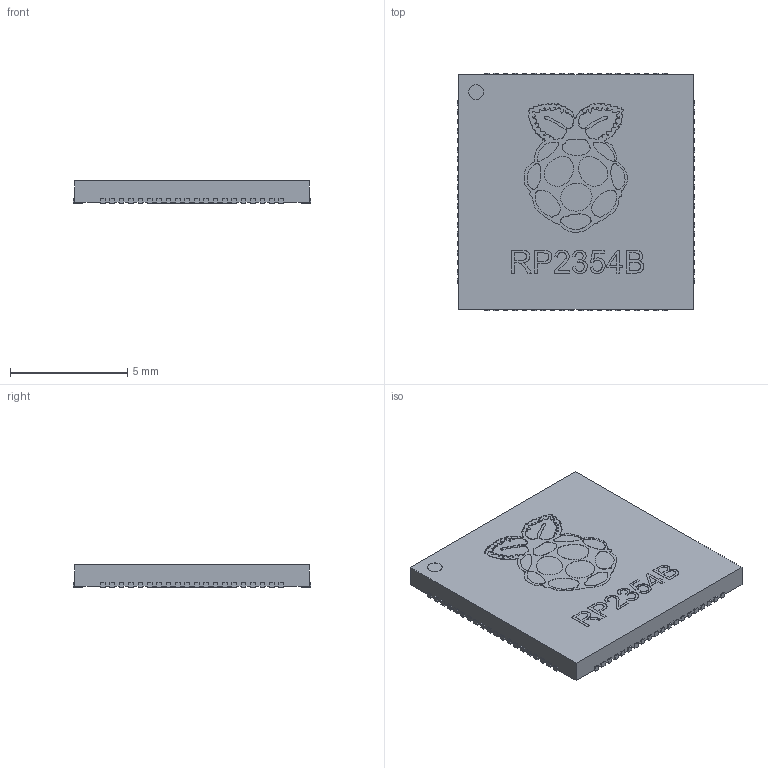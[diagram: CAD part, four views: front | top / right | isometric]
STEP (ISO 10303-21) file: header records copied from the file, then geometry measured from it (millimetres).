
FILE_DESCRIPTION(/* description */ ('Unknown'),/* implementation_level */ '2;1');
FILE_NAME(/* name */ 'RP2354B',/* time_stamp */ '2024-09-04T23:14:12-04:00',/* author */ ('Unknown'),/* organization */ ('Unknown'),/* preprocessor_version */ 'ST-DEVELOPER v16.7',/* originating_system */ 'Solid Edge',/* authorisation */ 'Unknown');
FILE_SCHEMA (('AUTOMOTIVE_DESIGN {1 0 10303 214 3 1 1}'));
Length unit declared in the file: millimetre
Products named in the file (1): RP2354B
Bounding box: 10.1 x 10.1 x 0.96 mm (x, y, z)
Volume: 92.9 mm3; surface area: 253.4 mm2
Topology: 1 solids, 21 shells, 756 faces, 2058 edges, 1372 vertices
Faces by surface type: plane 604, cylinder 81, bspline 71
Full cylindrical faces by diameter (mm): 0.624 x1
Entity records: 33623 total; most frequent: CARTESIAN_POINT 10082, ORIENTED_EDGE 4078, DIRECTION 3179, EDGE_CURVE 2039, LINE 1483, VECTOR 1483, VERTEX_POINT 1372, AXIS2_PLACEMENT_3D 848
